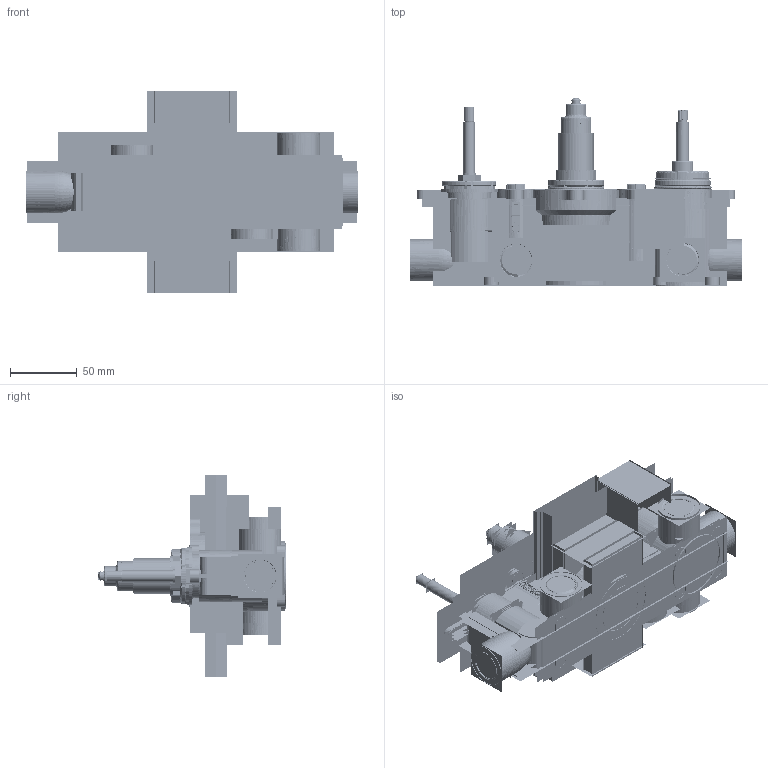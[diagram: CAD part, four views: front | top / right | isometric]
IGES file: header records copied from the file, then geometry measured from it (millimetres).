
Start section:  PTC IGES file: WLBP3000R+.igs
Global section: file name: WLBP3000R+.igs; native system: Pro/ENGINEER by Parametric Technology Corporation; preprocessor: 2009360; author: user152; organization: Unknown; date: 20200321.092105; units: millimetre
Bounding box: 248.84 x 140.6 x 151.07 mm (x, y, z)
Volume: 358822.8 mm3; surface area: 8620225.4 mm2
Topology: 38 solids, 76 shells, 9198 faces, 51869 edges, 68650 vertices
Faces by surface type: bspline 6050, revolution 3148
